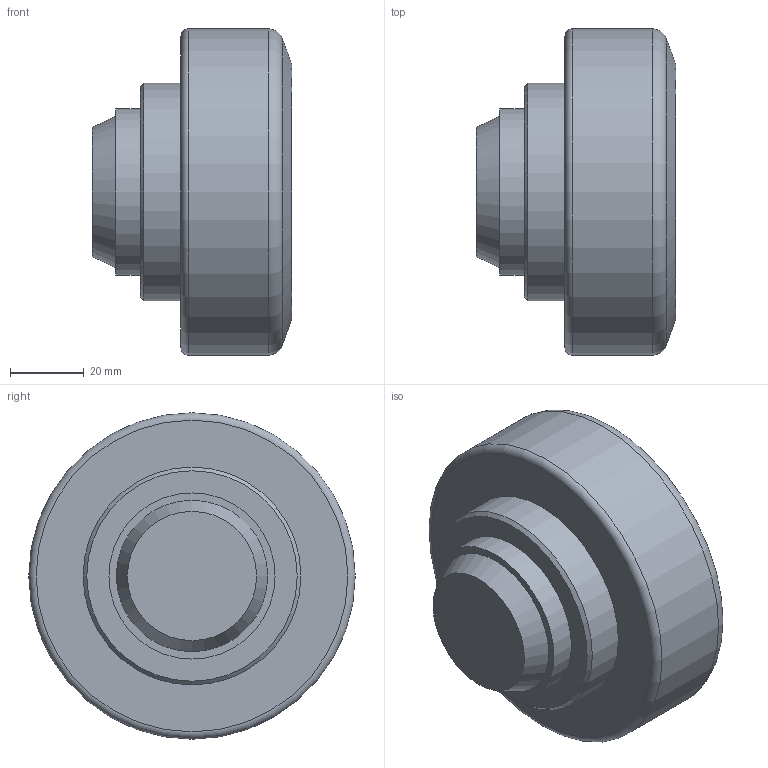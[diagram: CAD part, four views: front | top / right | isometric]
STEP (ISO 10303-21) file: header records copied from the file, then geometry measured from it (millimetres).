
FILE_DESCRIPTION(/* description */ (''),/* implementation_level */ '2;1');
FILE_NAME(/* name */ '2-2088_EXPORT v2.step',/* time_stamp */ '2021-01-20T16:36:00+00:00',/* author */ (''),/* organization */ (''),/* preprocessor_version */ 'ST-DEVELOPER v18.1',/* originating_system */ 'Autodesk Translation Framework v9.7.0.1280',/* authorisation */ '');
FILE_SCHEMA (('AUTOMOTIVE_DESIGN { 1 0 10303 214 3 1 1 }'));
Length unit declared in the file: millimetre
Products named in the file (2): 2-2088_EXPORT; EBL-2-2088
Assembly tree (1 placements, depth 2):
  2-2088_EXPORT
    EBL-2-2088
Bounding box: 54 x 88.4 x 88.4 mm (x, y, z)
Volume: 226888.5 mm3; surface area: 22687.2 mm2
Topology: 1 solids, 1 shells, 13 faces, 23 edges, 15 vertices
Faces by surface type: plane 5, cylinder 3, cone 3, torus 2
Full cylindrical faces by diameter (mm): 45 x1, 59 x1, 88.4 x1
Entity records: 379 total; most frequent: DIRECTION 72, CARTESIAN_POINT 54, ORIENTED_EDGE 46, AXIS2_PLACEMENT_3D 33, EDGE_CURVE 23, CIRCLE 17, EDGE_LOOP 16, VERTEX_POINT 15
